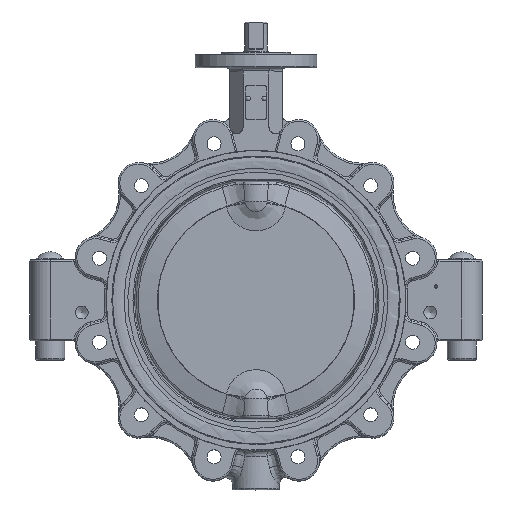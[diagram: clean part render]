
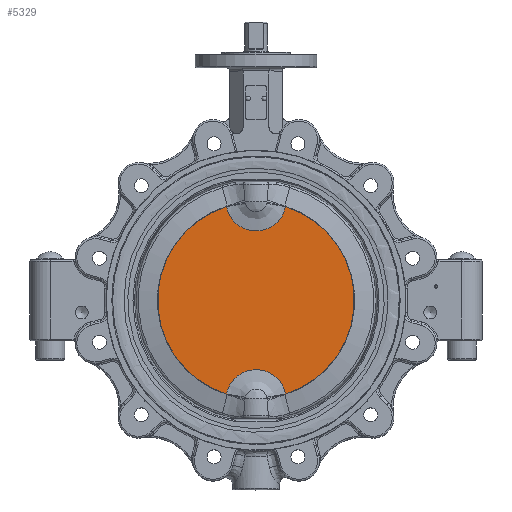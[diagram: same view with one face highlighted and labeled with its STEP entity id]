
A CAD part, top view. The second image highlights one B-rep face of the part: STEP entity #5329.
In plain terms, the highlighted planar face has unit normal (0, 0, 1).
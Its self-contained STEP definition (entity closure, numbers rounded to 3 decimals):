
#4714=CARTESIAN_POINT('',(-10.712,-84.699,10.5));
#4715=VERTEX_POINT('',#4714);
#4716=CARTESIAN_POINT('',(-36.324,-113.223,10.5));
#4717=VERTEX_POINT('',#4716);
#4718=CARTESIAN_POINT('',(-10.712,-84.7,10.5));
#4719=CARTESIAN_POINT('',(-14.251,-85.75,10.5));
#4720=CARTESIAN_POINT('',(-19.874,-88.358,10.5));
#4721=CARTESIAN_POINT('',(-26.541,-93.811,10.5));
#4722=CARTESIAN_POINT('',(-31.22,-99.563,10.5));
#4723=CARTESIAN_POINT('',(-34.587,-106.071,10.5));
#4724=CARTESIAN_POINT('',(-35.916,-110.828,10.5));
#4725=CARTESIAN_POINT('',(-36.324,-113.223,10.5));
#4726=B_SPLINE_CURVE_WITH_KNOTS('',3,(#4718,#4719,#4720,#4721,#4722,#4723,#4724,#4725),.UNSPECIFIED.,.F.,.U.,(4,1,1,1,1,4),(-4.019,-2.915,-2.187,-1.458,-0.729,0.0),.UNSPECIFIED.);
#4727=EDGE_CURVE('',#4715,#4717,#4726,.T.);
#4756=CARTESIAN_POINT('',(36.324,-113.223,10.5));
#4757=VERTEX_POINT('',#4756);
#4765=CARTESIAN_POINT('',(10.712,-84.699,10.5));
#4766=VERTEX_POINT('',#4765);
#4767=CARTESIAN_POINT('',(36.324,-113.223,10.5));
#4768=CARTESIAN_POINT('',(35.916,-110.828,10.5));
#4769=CARTESIAN_POINT('',(34.584,-106.062,10.5));
#4770=CARTESIAN_POINT('',(30.071,-97.347,10.5));
#4771=CARTESIAN_POINT('',(22.094,-89.378,10.5));
#4772=CARTESIAN_POINT('',(14.242,-85.745,10.5));
#4773=CARTESIAN_POINT('',(10.711,-84.7,10.5));
#4774=B_SPLINE_CURVE_WITH_KNOTS('',3,(#4767,#4768,#4769,#4770,#4771,#4772,#4773),.UNSPECIFIED.,.F.,.U.,(4,1,1,1,4),(-10.204,-9.475,-8.746,-7.289,-6.187),.UNSPECIFIED.);
#4775=EDGE_CURVE('',#4757,#4766,#4774,.T.);
#4777=CARTESIAN_POINT('',(10.711,-84.7,10.5));
#4778=CARTESIAN_POINT('',(9.57,-84.362,10.5));
#4779=CARTESIAN_POINT('',(3.677,-82.917,10.5));
#4780=CARTESIAN_POINT('',(-3.692,-82.916,10.5));
#4781=CARTESIAN_POINT('',(-9.578,-84.364,10.5));
#4782=CARTESIAN_POINT('',(-10.712,-84.7,10.5));
#4783=B_SPLINE_CURVE_WITH_KNOTS('',3,(#4777,#4778,#4779,#4780,#4781,#4782),.UNSPECIFIED.,.F.,.U.,(4,1,1,4),(-6.187,-5.831,-4.373,-4.019),.UNSPECIFIED.);
#4784=EDGE_CURVE('',#4766,#4715,#4783,.T.);
#4936=CARTESIAN_POINT('',(36.324,118.223,10.5));
#4937=VERTEX_POINT('',#4936);
#5026=CARTESIAN_POINT('',(10.712,89.699,10.5));
#5027=VERTEX_POINT('',#5026);
#5028=CARTESIAN_POINT('',(10.712,89.698,10.5));
#5029=CARTESIAN_POINT('',(14.243,90.743,10.5));
#5030=CARTESIAN_POINT('',(22.092,94.38,10.5));
#5031=CARTESIAN_POINT('',(30.072,102.346,10.5));
#5032=CARTESIAN_POINT('',(34.584,111.062,10.5));
#5033=CARTESIAN_POINT('',(35.916,115.828,10.5));
#5034=CARTESIAN_POINT('',(36.324,118.223,10.5));
#5035=B_SPLINE_CURVE_WITH_KNOTS('',3,(#5028,#5029,#5030,#5031,#5032,#5033,#5034),.UNSPECIFIED.,.F.,.U.,(4,1,1,1,4),(-4.017,-2.915,-1.458,-0.729,0.),.UNSPECIFIED.);
#5036=EDGE_CURVE('',#5027,#4937,#5035,.T.);
#5058=CARTESIAN_POINT('',(-36.324,118.223,10.5));
#5059=VERTEX_POINT('',#5058);
#5067=CARTESIAN_POINT('',(-10.712,89.699,10.5));
#5068=VERTEX_POINT('',#5067);
#5069=CARTESIAN_POINT('',(-36.324,118.223,10.5));
#5070=CARTESIAN_POINT('',(-35.916,115.828,10.5));
#5071=CARTESIAN_POINT('',(-34.587,111.07,10.5));
#5072=CARTESIAN_POINT('',(-31.222,104.564,10.5));
#5073=CARTESIAN_POINT('',(-26.54,98.808,10.5));
#5074=CARTESIAN_POINT('',(-20.856,94.164,10.5));
#5075=CARTESIAN_POINT('',(-15.395,91.277,10.5));
#5076=CARTESIAN_POINT('',(-11.911,90.053,10.5));
#5077=CARTESIAN_POINT('',(-10.71,89.697,10.5));
#5078=B_SPLINE_CURVE_WITH_KNOTS('',3,(#5069,#5070,#5071,#5072,#5073,#5074,#5075,#5076,#5077),.UNSPECIFIED.,.F.,.U.,(4,1,1,1,1,1,4),(-10.204,-9.475,-8.746,-8.017,-7.289,-6.56,-6.185),.UNSPECIFIED.);
#5079=EDGE_CURVE('',#5059,#5068,#5078,.T.);
#5081=CARTESIAN_POINT('',(-10.71,89.697,10.5));
#5082=CARTESIAN_POINT('',(-9.577,89.362,10.5));
#5083=CARTESIAN_POINT('',(-3.698,87.922,10.5));
#5084=CARTESIAN_POINT('',(3.678,87.916,10.5));
#5085=CARTESIAN_POINT('',(9.571,89.36,10.5));
#5086=CARTESIAN_POINT('',(10.712,89.698,10.5));
#5087=B_SPLINE_CURVE_WITH_KNOTS('',3,(#5081,#5082,#5083,#5084,#5085,#5086),.UNSPECIFIED.,.F.,.U.,(4,1,1,4),(-6.185,-5.831,-4.373,-4.017),.UNSPECIFIED.);
#5088=EDGE_CURVE('',#5068,#5027,#5087,.T.);
#5281=CARTESIAN_POINT('',(0.,2.5,10.5));
#5282=DIRECTION('',(0.0,0.0,-1.0));
#5283=DIRECTION('',(1.0,0.0,0.0));
#5284=AXIS2_PLACEMENT_3D('',#5281,#5282,#5283);
#5285=CIRCLE('',#5284,121.29);
#5286=EDGE_CURVE('',#4937,#4757,#5285,.T.);
#5308=CARTESIAN_POINT('',(60.75,2.5,10.5));
#5309=DIRECTION('',(0.0,0.0,1.0));
#5310=DIRECTION('',(0.0,-1.0,0.0));
#5311=AXIS2_PLACEMENT_3D('',#5308,#5309,#5310);
#5312=PLANE('',#5311);
#5313=ORIENTED_EDGE('',*,*,#4775,.F.);
#5314=ORIENTED_EDGE('',*,*,#5286,.F.);
#5315=ORIENTED_EDGE('',*,*,#5036,.F.);
#5316=ORIENTED_EDGE('',*,*,#5088,.F.);
#5317=ORIENTED_EDGE('',*,*,#5079,.F.);
#5318=CARTESIAN_POINT('',(0.,2.5,10.5));
#5319=DIRECTION('',(0.0,0.0,-1.0));
#5320=DIRECTION('',(-1.0,0.0,0.0));
#5321=AXIS2_PLACEMENT_3D('',#5318,#5319,#5320);
#5322=CIRCLE('',#5321,121.29);
#5323=EDGE_CURVE('',#4717,#5059,#5322,.T.);
#5324=ORIENTED_EDGE('',*,*,#5323,.F.);
#5325=ORIENTED_EDGE('',*,*,#4727,.F.);
#5326=ORIENTED_EDGE('',*,*,#4784,.F.);
#5327=EDGE_LOOP('',(#5313,#5314,#5315,#5316,#5317,#5324,#5325,#5326));
#5328=FACE_OUTER_BOUND('',#5327,.T.);
#5329=ADVANCED_FACE('',(#5328),#5312,.T.);
